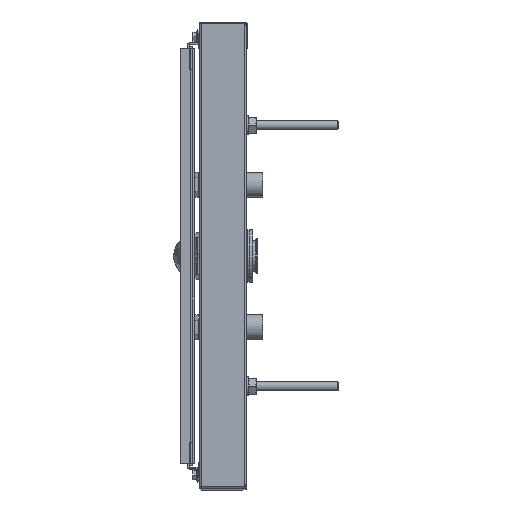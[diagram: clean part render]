
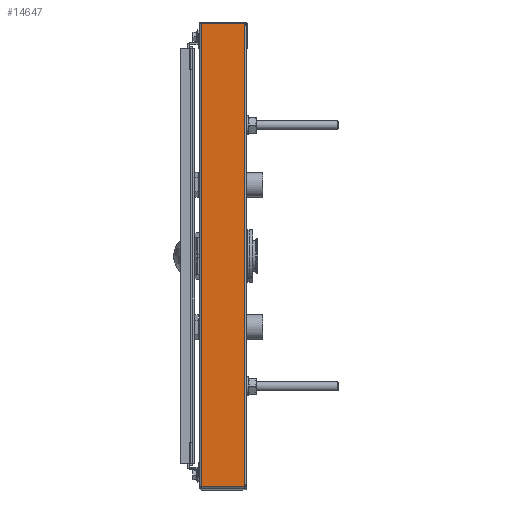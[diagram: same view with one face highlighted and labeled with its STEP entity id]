
A CAD part, top view. The second image highlights one B-rep face of the part: STEP entity #14647.
In plain terms, the highlighted planar face has unit normal (0, 0, 1).
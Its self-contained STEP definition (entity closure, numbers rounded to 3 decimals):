
#2370=ORIENTED_EDGE('',*,*,#5825,.F.);
#2371=ORIENTED_EDGE('',*,*,#5776,.T.);
#2372=ORIENTED_EDGE('',*,*,#5795,.F.);
#2373=ORIENTED_EDGE('',*,*,#5841,.F.);
#5776=EDGE_CURVE('',#8369,#8356,#10609,.T.);
#5795=EDGE_CURVE('',#8389,#8356,#10622,.T.);
#5825=EDGE_CURVE('',#8369,#8408,#10644,.T.);
#5841=EDGE_CURVE('',#8408,#8389,#10654,.T.);
#8356=VERTEX_POINT('',#20443);
#8369=VERTEX_POINT('',#20505);
#8389=VERTEX_POINT('',#20598);
#8408=VERTEX_POINT('',#20687);
#10609=LINE('',#20564,#11724);
#10622=LINE('',#20635,#11737);
#10644=LINE('',#20729,#11759);
#10654=LINE('',#20756,#11769);
#11724=VECTOR('',#17211,1000.);
#11737=VECTOR('',#17242,1000.);
#11759=VECTOR('',#17294,1000.);
#11769=VECTOR('',#17326,1000.);
#12790=EDGE_LOOP('',(#2370,#2371,#2372,#2373));
#13533=FACE_BOUND('',#12790,.T.);
#14243=PLANE('',#15932);
#14647=ADVANCED_FACE('',(#13533),#14243,.F.);
#15932=AXIS2_PLACEMENT_3D('',#20755,#17324,#17325);
#17211=DIRECTION('',(-1.,0.,0.));
#17242=DIRECTION('',(0.,1.,0.));
#17294=DIRECTION('',(0.,-1.,0.));
#17324=DIRECTION('',(0.,0.,-1.));
#17325=DIRECTION('',(0.,-1.,0.));
#17326=DIRECTION('',(-1.,0.,0.));
#20443=CARTESIAN_POINT('',(1.7,248.4,1085.));
#20505=CARTESIAN_POINT('',(48.5,248.4,1085.));
#20564=CARTESIAN_POINT('',(48.6,248.4,1085.));
#20598=CARTESIAN_POINT('',(1.7,-248.4,1085.));
#20635=CARTESIAN_POINT('',(1.7,-248.4,1085.));
#20687=CARTESIAN_POINT('',(48.5,-248.4,1085.));
#20729=CARTESIAN_POINT('',(48.5,0.,1085.));
#20755=CARTESIAN_POINT('',(48.6,0.,1085.));
#20756=CARTESIAN_POINT('',(48.6,-248.4,1085.));
